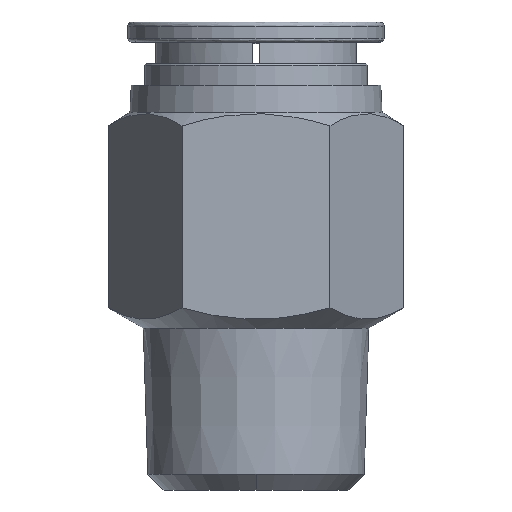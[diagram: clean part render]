
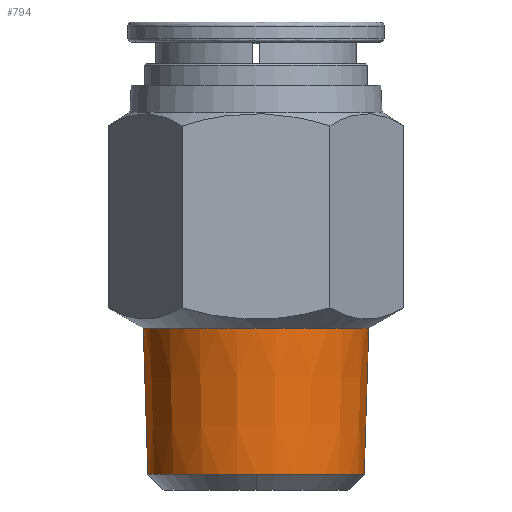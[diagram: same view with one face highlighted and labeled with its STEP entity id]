
A CAD part, front view. The second image highlights one B-rep face of the part: STEP entity #794.
In plain terms, the highlighted conical face has half-angle 1.79 degrees and reference radius 8.359 mm.
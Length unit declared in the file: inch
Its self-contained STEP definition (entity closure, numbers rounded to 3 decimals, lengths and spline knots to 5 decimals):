
#59 = AXIS2_PLACEMENT_3D ( 'NONE', #1088, #2983, #585 ) ;
#126 = VERTEX_POINT ( 'NONE', #2130 ) ;
#185 = VERTEX_POINT ( 'NONE', #1451 ) ;
#286 = DIRECTION ( 'NONE',  ( 0., 0., -1. ) ) ;
#334 = EDGE_CURVE ( 'NONE', #185, #2335, #1981, .T. ) ;
#467 = CIRCLE ( 'NONE', #1194, 0.31578 ) ;
#500 = CIRCLE ( 'NONE', #2213, 0.32911 ) ;
#508 = AXIS2_PLACEMENT_3D ( 'NONE', #2715, #988, #2671 ) ;
#585 = DIRECTION ( 'NONE',  ( 1., 0., 0. ) ) ;
#794 = ADVANCED_FACE ( 'NONE', ( #2254 ), #1641, .T. ) ;
#855 = VERTEX_POINT ( 'NONE', #2764 ) ;
#863 = EDGE_CURVE ( 'NONE', #855, #1223, #2429, .T. ) ;
#866 = DIRECTION ( 'NONE',  ( 1., 0., 0. ) ) ;
#949 = ORIENTED_EDGE ( 'NONE', *, *, #334, .F. ) ;
#951 = DIRECTION ( 'NONE',  ( 0.031, 0., 1. ) ) ;
#988 = DIRECTION ( 'NONE',  ( 0., 0., -1. ) ) ;
#1063 = EDGE_CURVE ( 'NONE', #185, #126, #2513, .T. ) ;
#1069 = EDGE_CURVE ( 'NONE', #126, #1223, #500, .T. ) ;
#1088 = CARTESIAN_POINT ( 'NONE',  ( 0., 1.1811, 0.47244 ) ) ;
#1126 = DIRECTION ( 'NONE',  ( 0., 0., -1. ) ) ;
#1194 = AXIS2_PLACEMENT_3D ( 'NONE', #1591, #1126, #866 ) ;
#1223 = VERTEX_POINT ( 'NONE', #1287 ) ;
#1287 = CARTESIAN_POINT ( 'NONE',  ( -0.32911, 1.1811, 0.47244 ) ) ;
#1451 = CARTESIAN_POINT ( 'NONE',  ( 0.31578, 1.1811, 0.04577 ) ) ;
#1591 = CARTESIAN_POINT ( 'NONE',  ( 0., 1.1811, 0.04577 ) ) ;
#1606 = VECTOR ( 'NONE', #2536, 39.37008 ) ;
#1641 = CONICAL_SURFACE ( 'NONE', #59, 0.32911, 0.031 ) ;
#1689 = CARTESIAN_POINT ( 'NONE',  ( 0., 1.1811, 0.47244 ) ) ;
#1725 = CARTESIAN_POINT ( 'NONE',  ( 0., 0.86533, 0.04577 ) ) ;
#1766 = EDGE_CURVE ( 'NONE', #2335, #855, #467, .T. ) ;
#1804 = ORIENTED_EDGE ( 'NONE', *, *, #863, .F. ) ;
#1921 = DIRECTION ( 'NONE',  ( 1., 0., 0. ) ) ;
#1981 = CIRCLE ( 'NONE', #508, 0.31578 ) ;
#2080 = CARTESIAN_POINT ( 'NONE',  ( -0.32911, 1.1811, 0.47244 ) ) ;
#2130 = CARTESIAN_POINT ( 'NONE',  ( 0.32911, 1.1811, 0.47244 ) ) ;
#2151 = ORIENTED_EDGE ( 'NONE', *, *, #1069, .T. ) ;
#2213 = AXIS2_PLACEMENT_3D ( 'NONE', #1689, #286, #1921 ) ;
#2254 = FACE_OUTER_BOUND ( 'NONE', #2775, .T. ) ;
#2335 = VERTEX_POINT ( 'NONE', #1725 ) ;
#2429 = LINE ( 'NONE', #2080, #1606 ) ;
#2513 = LINE ( 'NONE', #2568, #3009 ) ;
#2536 = DIRECTION ( 'NONE',  ( -0.031, 0., 1. ) ) ;
#2568 = CARTESIAN_POINT ( 'NONE',  ( 0.32911, 1.1811, 0.47244 ) ) ;
#2671 = DIRECTION ( 'NONE',  ( 1., 0., 0. ) ) ;
#2715 = CARTESIAN_POINT ( 'NONE',  ( 0., 1.1811, 0.04577 ) ) ;
#2764 = CARTESIAN_POINT ( 'NONE',  ( -0.31578, 1.1811, 0.04577 ) ) ;
#2770 = ORIENTED_EDGE ( 'NONE', *, *, #1063, .T. ) ;
#2774 = ORIENTED_EDGE ( 'NONE', *, *, #1766, .F. ) ;
#2775 = EDGE_LOOP ( 'NONE', ( #1804, #2774, #949, #2770, #2151 ) ) ;
#2983 = DIRECTION ( 'NONE',  ( 0., 0., 1. ) ) ;
#3009 = VECTOR ( 'NONE', #951, 39.37008 ) ;
